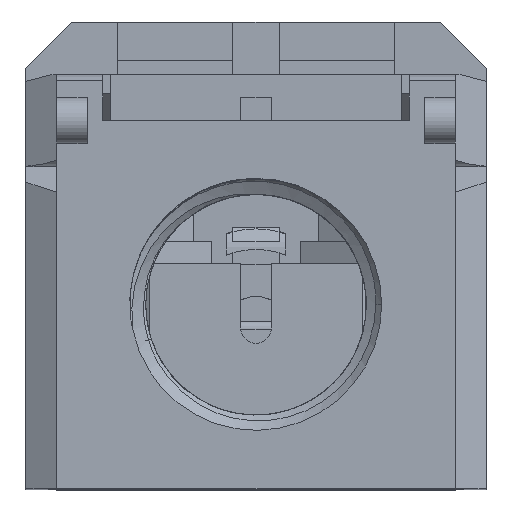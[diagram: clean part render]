
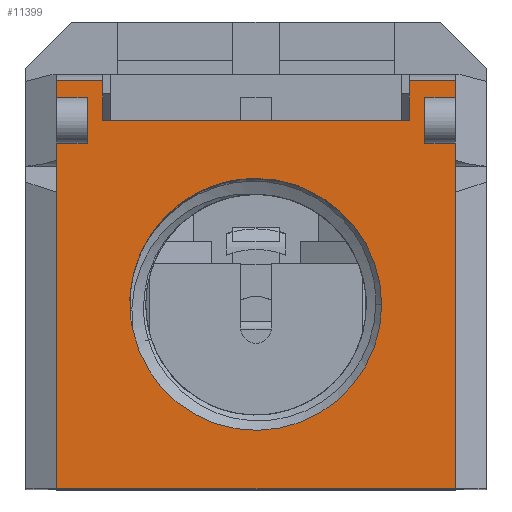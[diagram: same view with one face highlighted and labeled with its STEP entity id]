
A CAD part, top view. The second image highlights one B-rep face of the part: STEP entity #11399.
In plain terms, the highlighted planar face has unit normal (0, 0, 1).
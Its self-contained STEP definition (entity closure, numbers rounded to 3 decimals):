
#329=DIRECTION('',(0.,-1.,0.));
#330=VECTOR('',#329,2.598);
#331=CARTESIAN_POINT('',(10.,26.598,45.));
#332=LINE('',#331,#330);
#351=DIRECTION('',(0.,-1.,0.));
#352=VECTOR('',#351,2.598);
#353=CARTESIAN_POINT('',(-10.,26.598,45.));
#354=LINE('',#353,#352);
#355=DIRECTION('',(1.,0.,0.));
#356=VECTOR('',#355,20.);
#357=CARTESIAN_POINT('',(-10.,24.,45.));
#358=LINE('',#357,#356);
#359=DIRECTION('',(-1.,0.,0.));
#360=VECTOR('',#359,26.);
#361=CARTESIAN_POINT('',(13.,0.,45.));
#362=LINE('',#361,#360);
#363=CARTESIAN_POINT('',(-8.027,10.376,45.));
#364=CARTESIAN_POINT('',(-8.059,10.502,45.));
#365=CARTESIAN_POINT('',(-8.118,10.755,45.));
#366=CARTESIAN_POINT('',(-8.164,11.011,45.));
#367=CARTESIAN_POINT('',(-8.184,11.14,45.));
#369=CARTESIAN_POINT('',(0.,12.,45.));
#370=DIRECTION('',(0.,0.,-1.));
#371=DIRECTION('',(1.,0.,0.));
#372=AXIS2_PLACEMENT_3D('',#369,#370,#371);
#374=CARTESIAN_POINT('',(0.,12.,45.));
#375=DIRECTION('',(0.,0.,-1.));
#376=DIRECTION('',(-0.815,0.58,0.));
#377=AXIS2_PLACEMENT_3D('',#374,#375,#376);
#379=CARTESIAN_POINT('',(-7.127,16.115,45.));
#380=CARTESIAN_POINT('',(-7.056,16.224,45.));
#381=CARTESIAN_POINT('',(-6.91,16.439,45.));
#382=CARTESIAN_POINT('',(-6.754,16.646,45.));
#383=CARTESIAN_POINT('',(-6.673,16.749,45.));
#385=CARTESIAN_POINT('',(-8.184,11.14,45.));
#386=CARTESIAN_POINT('',(-8.228,11.553,45.));
#387=CARTESIAN_POINT('',(-8.249,12.349,45.));
#388=CARTESIAN_POINT('',(-8.121,13.469,45.));
#389=CARTESIAN_POINT('',(-7.875,14.453,45.));
#390=CARTESIAN_POINT('',(-7.542,15.334,45.));
#391=CARTESIAN_POINT('',(-7.272,15.864,45.));
#392=CARTESIAN_POINT('',(-7.127,16.115,45.));
#394=DIRECTION('',(1.,0.,0.));
#395=VECTOR('',#394,2.);
#396=CARTESIAN_POINT('',(-13.,25.5,45.));
#397=LINE('',#396,#395);
#412=DIRECTION('',(0.,-1.,0.));
#413=VECTOR('',#412,3.177);
#414=CARTESIAN_POINT('',(-13.,22.5,45.));
#415=LINE('',#414,#413);
#438=DIRECTION('',(0.,-1.,0.));
#439=VECTOR('',#438,1.098);
#440=CARTESIAN_POINT('',(-13.,26.598,45.));
#441=LINE('',#440,#439);
#450=DIRECTION('',(-1.,0.,0.));
#451=VECTOR('',#450,2.);
#452=CARTESIAN_POINT('',(-11.,22.5,45.));
#453=LINE('',#452,#451);
#476=DIRECTION('',(0.,-1.,0.));
#477=VECTOR('',#476,3.);
#478=CARTESIAN_POINT('',(-11.,25.5,45.));
#479=LINE('',#478,#477);
#508=DIRECTION('',(0.,-1.,0.));
#509=VECTOR('',#508,19.323);
#510=CARTESIAN_POINT('',(-13.,19.323,45.));
#511=LINE('',#510,#509);
#797=DIRECTION('',(-1.,0.,0.));
#798=VECTOR('',#797,3.);
#799=CARTESIAN_POINT('',(-10.,26.598,45.));
#800=LINE('',#799,#798);
#809=DIRECTION('',(-1.,0.,0.));
#810=VECTOR('',#809,3.);
#811=CARTESIAN_POINT('',(13.,26.598,45.));
#812=LINE('',#811,#810);
#823=DIRECTION('',(0.,1.,0.));
#824=VECTOR('',#823,1.098);
#825=CARTESIAN_POINT('',(13.,25.5,45.));
#826=LINE('',#825,#824);
#849=DIRECTION('',(0.,1.,0.));
#850=VECTOR('',#849,3.177);
#851=CARTESIAN_POINT('',(13.,19.323,45.));
#852=LINE('',#851,#850);
#861=DIRECTION('',(-1.,0.,0.));
#862=VECTOR('',#861,2.);
#863=CARTESIAN_POINT('',(13.,22.5,45.));
#864=LINE('',#863,#862);
#879=DIRECTION('',(0.,1.,0.));
#880=VECTOR('',#879,3.);
#881=CARTESIAN_POINT('',(11.,22.5,45.));
#882=LINE('',#881,#880);
#901=DIRECTION('',(1.,0.,0.));
#902=VECTOR('',#901,2.);
#903=CARTESIAN_POINT('',(11.,25.5,45.));
#904=LINE('',#903,#902);
#937=DIRECTION('',(0.,1.,0.));
#938=VECTOR('',#937,19.323);
#939=CARTESIAN_POINT('',(13.,0.,45.));
#940=LINE('',#939,#938);
#8493=CARTESIAN_POINT('',(-13.,0.,45.));
#8494=VERTEX_POINT('',#8493);
#8495=CARTESIAN_POINT('',(13.,0.,45.));
#8496=VERTEX_POINT('',#8495);
#8718=CARTESIAN_POINT('',(-10.,24.,45.));
#8720=VERTEX_POINT('',#8718);
#8783=CARTESIAN_POINT('',(-13.,25.5,45.));
#8784=CARTESIAN_POINT('',(-11.,25.5,45.));
#8785=VERTEX_POINT('',#8783);
#8786=VERTEX_POINT('',#8784);
#8787=CARTESIAN_POINT('',(-10.,26.598,45.));
#8788=CARTESIAN_POINT('',(-13.,26.598,45.));
#8789=VERTEX_POINT('',#8787);
#8790=VERTEX_POINT('',#8788);
#8791=CARTESIAN_POINT('',(10.,24.,45.));
#8792=VERTEX_POINT('',#8791);
#8793=CARTESIAN_POINT('',(10.,26.598,45.));
#8794=VERTEX_POINT('',#8793);
#8795=CARTESIAN_POINT('',(13.,26.598,45.));
#8796=VERTEX_POINT('',#8795);
#8797=CARTESIAN_POINT('',(11.,25.5,45.));
#8798=CARTESIAN_POINT('',(13.,25.5,45.));
#8799=VERTEX_POINT('',#8797);
#8800=VERTEX_POINT('',#8798);
#8801=CARTESIAN_POINT('',(11.,22.5,45.));
#8802=VERTEX_POINT('',#8801);
#8803=CARTESIAN_POINT('',(13.,22.5,45.));
#8804=VERTEX_POINT('',#8803);
#8805=CARTESIAN_POINT('',(13.,19.323,45.));
#8806=VERTEX_POINT('',#8805);
#8807=CARTESIAN_POINT('',(-13.,19.323,45.));
#8808=VERTEX_POINT('',#8807);
#8809=CARTESIAN_POINT('',(-11.,22.5,45.));
#8810=CARTESIAN_POINT('',(-13.,22.5,45.));
#8811=VERTEX_POINT('',#8809);
#8812=VERTEX_POINT('',#8810);
#10906=VERTEX_POINT('',#363);
#10907=VERTEX_POINT('',#367);
#10908=VERTEX_POINT('',#392);
#10909=VERTEX_POINT('',#383);
#10932=CARTESIAN_POINT('',(8.19,12.,45.));
#10933=VERTEX_POINT('',#10932);
#11347=CARTESIAN_POINT('',(0.,13.299,45.));
#11348=DIRECTION('',(0.,0.,1.));
#11349=DIRECTION('',(1.,0.,0.));
#11350=AXIS2_PLACEMENT_3D('',#11347,#11348,#11349);
#11351=PLANE('',#11350);
#11353=ORIENTED_EDGE('',*,*,#11352,.F.);
#11355=ORIENTED_EDGE('',*,*,#11354,.F.);
#11357=ORIENTED_EDGE('',*,*,#11356,.F.);
#11359=ORIENTED_EDGE('',*,*,#11358,.T.);
#11360=ORIENTED_EDGE('',*,*,#11245,.T.);
#11361=ORIENTED_EDGE('',*,*,#11336,.F.);
#11363=ORIENTED_EDGE('',*,*,#11362,.F.);
#11365=ORIENTED_EDGE('',*,*,#11364,.F.);
#11367=ORIENTED_EDGE('',*,*,#11366,.F.);
#11369=ORIENTED_EDGE('',*,*,#11368,.F.);
#11371=ORIENTED_EDGE('',*,*,#11370,.F.);
#11373=ORIENTED_EDGE('',*,*,#11372,.F.);
#11375=ORIENTED_EDGE('',*,*,#11374,.F.);
#11376=ORIENTED_EDGE('',*,*,#10949,.T.);
#11378=ORIENTED_EDGE('',*,*,#11377,.F.);
#11380=ORIENTED_EDGE('',*,*,#11379,.F.);
#11382=ORIENTED_EDGE('',*,*,#11381,.F.);
#11384=ORIENTED_EDGE('',*,*,#11383,.F.);
#11385=EDGE_LOOP('',(#11353,#11355,#11357,#11359,#11360,#11361,#11363,#11365,
#11367,#11369,#11371,#11373,#11375,#11376,#11378,#11380,#11382,#11384));
#11386=FACE_OUTER_BOUND('',#11385,.F.);
#11388=ORIENTED_EDGE('',*,*,#11387,.F.);
#11390=ORIENTED_EDGE('',*,*,#11389,.F.);
#11392=ORIENTED_EDGE('',*,*,#11391,.F.);
#11394=ORIENTED_EDGE('',*,*,#11393,.F.);
#11396=ORIENTED_EDGE('',*,*,#11395,.F.);
#11397=EDGE_LOOP('',(#11388,#11390,#11392,#11394,#11396));
#11398=FACE_BOUND('',#11397,.F.);
#11399=ADVANCED_FACE('',(#11386,#11398),#11351,.T.);
#368=B_SPLINE_CURVE_WITH_KNOTS('',3,(#363,#364,#365,#366,#367),.UNSPECIFIED.,
.F.,.F.,(4,1,4),(0.,0.5,1.),.UNSPECIFIED.);
#373=CIRCLE('',#372,8.19);
#378=CIRCLE('',#377,8.19);
#384=B_SPLINE_CURVE_WITH_KNOTS('',3,(#379,#380,#381,#382,#383),.UNSPECIFIED.,
.F.,.F.,(4,1,4),(0.,0.5,1.),.UNSPECIFIED.);
#393=B_SPLINE_CURVE_WITH_KNOTS('',3,(#385,#386,#387,#388,#389,#390,#391,#392),
.UNSPECIFIED.,.F.,.F.,(4,1,1,1,1,4),(0.,0.2,0.4,0.6,0.8,1.),
.UNSPECIFIED.);
#10949=EDGE_CURVE('',#8496,#8494,#362,.T.);
#11245=EDGE_CURVE('',#8720,#8792,#358,.T.);
#11336=EDGE_CURVE('',#8794,#8792,#332,.T.);
#11352=EDGE_CURVE('',#8785,#8786,#397,.T.);
#11354=EDGE_CURVE('',#8790,#8785,#441,.T.);
#11356=EDGE_CURVE('',#8789,#8790,#800,.T.);
#11358=EDGE_CURVE('',#8789,#8720,#354,.T.);
#11362=EDGE_CURVE('',#8796,#8794,#812,.T.);
#11364=EDGE_CURVE('',#8800,#8796,#826,.T.);
#11366=EDGE_CURVE('',#8799,#8800,#904,.T.);
#11368=EDGE_CURVE('',#8802,#8799,#882,.T.);
#11370=EDGE_CURVE('',#8804,#8802,#864,.T.);
#11372=EDGE_CURVE('',#8806,#8804,#852,.T.);
#11374=EDGE_CURVE('',#8496,#8806,#940,.T.);
#11377=EDGE_CURVE('',#8808,#8494,#511,.T.);
#11379=EDGE_CURVE('',#8812,#8808,#415,.T.);
#11381=EDGE_CURVE('',#8811,#8812,#453,.T.);
#11383=EDGE_CURVE('',#8786,#8811,#479,.T.);
#11387=EDGE_CURVE('',#10906,#10907,#368,.T.);
#11389=EDGE_CURVE('',#10933,#10906,#373,.T.);
#11391=EDGE_CURVE('',#10909,#10933,#378,.T.);
#11393=EDGE_CURVE('',#10908,#10909,#384,.T.);
#11395=EDGE_CURVE('',#10907,#10908,#393,.T.);
